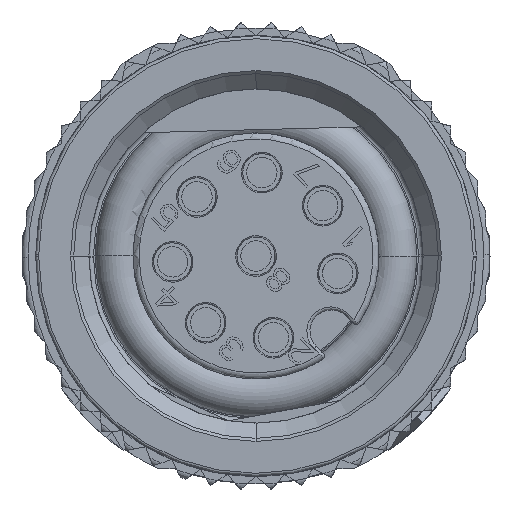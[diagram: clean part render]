
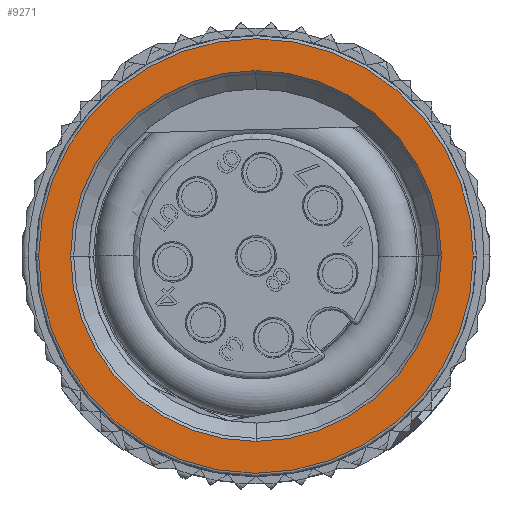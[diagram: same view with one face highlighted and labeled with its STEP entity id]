
A CAD part, front view. The second image highlights one B-rep face of the part: STEP entity #9271.
In plain terms, the highlighted planar face has unit normal (0, -1, 0).
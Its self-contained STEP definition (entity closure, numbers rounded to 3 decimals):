
#9271=ADVANCED_FACE('',(#18749,#18750),#18751,.T.);
#18749=FACE_OUTER_BOUND('',#39951,.T.);
#18750=FACE_BOUND('',#39952,.T.);
#18751=PLANE('',#39953);
#39951=EDGE_LOOP('',(#73279,#73280,#73281,#73282));
#39952=EDGE_LOOP('',(#73283,#73284,#73285,#73286));
#39953=AXIS2_PLACEMENT_3D('',#73287,#73288,#73289);
#73279=ORIENTED_EDGE('',*,*,#85313,.F.);
#73280=ORIENTED_EDGE('',*,*,#83712,.F.);
#73281=ORIENTED_EDGE('',*,*,#85311,.F.);
#73282=ORIENTED_EDGE('',*,*,#83717,.F.);
#73283=ORIENTED_EDGE('',*,*,#85321,.F.);
#73284=ORIENTED_EDGE('',*,*,#83695,.F.);
#73285=ORIENTED_EDGE('',*,*,#83702,.F.);
#73286=ORIENTED_EDGE('',*,*,#85322,.F.);
#73287=CARTESIAN_POINT('',(0.0,-12.4,0.0));
#73288=DIRECTION('',(0.0,-1.0,0.0));
#73289=DIRECTION('',(1.0,0.0,0.0));
#83695=EDGE_CURVE('',#99387,#99385,#99389,.T.);
#83702=EDGE_CURVE('',#99397,#99387,#99399,.T.);
#83712=EDGE_CURVE('',#99415,#99411,#99417,.T.);
#83717=EDGE_CURVE('',#99424,#99420,#99426,.T.);
#85311=EDGE_CURVE('',#99420,#99415,#101716,.T.);
#85313=EDGE_CURVE('',#99411,#99424,#101718,.T.);
#85321=EDGE_CURVE('',#99385,#101727,#101728,.T.);
#85322=EDGE_CURVE('',#101727,#99397,#101729,.T.);
#99385=VERTEX_POINT('',#127829);
#99387=VERTEX_POINT('',#127832);
#99389=CIRCLE('',#127835,6.1);
#99397=VERTEX_POINT('',#127844);
#99399=CIRCLE('',#127847,6.1);
#99411=VERTEX_POINT('',#127859);
#99415=VERTEX_POINT('',#127863);
#99417=CIRCLE('',#127865,7.15);
#99420=VERTEX_POINT('',#127868);
#99424=VERTEX_POINT('',#127872);
#99426=CIRCLE('',#127874,7.15);
#101716=CIRCLE('',#133073,7.15);
#101718=CIRCLE('',#133075,7.15);
#101727=VERTEX_POINT('',#133086);
#101728=CIRCLE('',#133087,6.1);
#101729=CIRCLE('',#133088,6.1);
#127829=CARTESIAN_POINT('',(0.0,-12.4,6.1));
#127832=CARTESIAN_POINT('',(6.1,-12.4,0.0));
#127835=AXIS2_PLACEMENT_3D('',#146455,#146456,#146457);
#127844=CARTESIAN_POINT('',(0.0,-12.4,-6.1));
#127847=AXIS2_PLACEMENT_3D('',#146466,#146467,#146468);
#127859=CARTESIAN_POINT('',(-7.15,-12.4,0.052));
#127863=CARTESIAN_POINT('',(-7.15,-12.4,0.0));
#127865=AXIS2_PLACEMENT_3D('',#146490,#146491,#146492);
#127868=CARTESIAN_POINT('',(7.15,-12.4,-0.052));
#127872=CARTESIAN_POINT('',(7.15,-12.4,0.0));
#127874=AXIS2_PLACEMENT_3D('',#146502,#146503,#146504);
#133073=AXIS2_PLACEMENT_3D('',#148403,#148404,#148405);
#133075=AXIS2_PLACEMENT_3D('',#148406,#148407,#148408);
#133086=CARTESIAN_POINT('',(-6.1,-12.4,0.0));
#133087=AXIS2_PLACEMENT_3D('',#148417,#148418,#148419);
#133088=AXIS2_PLACEMENT_3D('',#148420,#148421,#148422);
#146455=CARTESIAN_POINT('',(0.0,-12.4,0.0));
#146456=DIRECTION('',(0.0,-1.0,0.0));
#146457=DIRECTION('',(1.0,0.0,0.0));
#146466=CARTESIAN_POINT('',(0.0,-12.4,0.0));
#146467=DIRECTION('',(0.0,-1.0,0.0));
#146468=DIRECTION('',(0.0,0.0,-1.0));
#146490=CARTESIAN_POINT('',(0.0,-12.4,0.0));
#146491=DIRECTION('',(0.0,1.0,0.0));
#146492=DIRECTION('',(-1.0,0.0,0.0));
#146502=CARTESIAN_POINT('',(0.0,-12.4,0.0));
#146503=DIRECTION('',(-0.0,1.0,0.0));
#146504=DIRECTION('',(1.0,0.0,0.0));
#148403=CARTESIAN_POINT('',(0.0,-12.4,0.0));
#148404=DIRECTION('',(0.0,1.0,0.0));
#148405=DIRECTION('',(1.,0.0,-0.007));
#148406=CARTESIAN_POINT('',(0.0,-12.4,0.0));
#148407=DIRECTION('',(0.0,1.0,0.0));
#148408=DIRECTION('',(-1.,0.0,0.007));
#148417=CARTESIAN_POINT('',(0.0,-12.4,0.0));
#148418=DIRECTION('',(0.0,-1.0,0.0));
#148419=DIRECTION('',(0.0,0.0,1.0));
#148420=CARTESIAN_POINT('',(0.0,-12.4,0.0));
#148421=DIRECTION('',(0.0,-1.0,0.0));
#148422=DIRECTION('',(-1.0,0.0,0.0));
